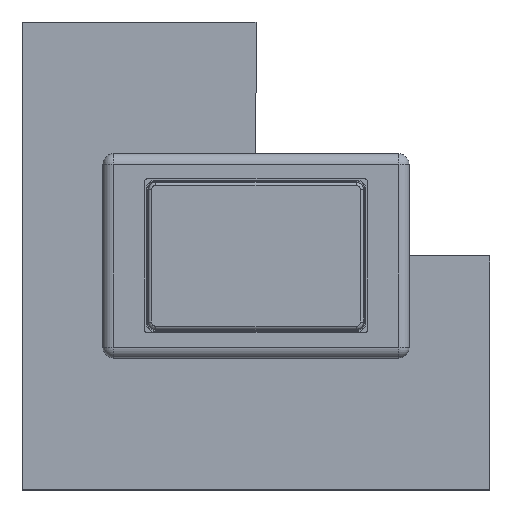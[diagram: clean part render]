
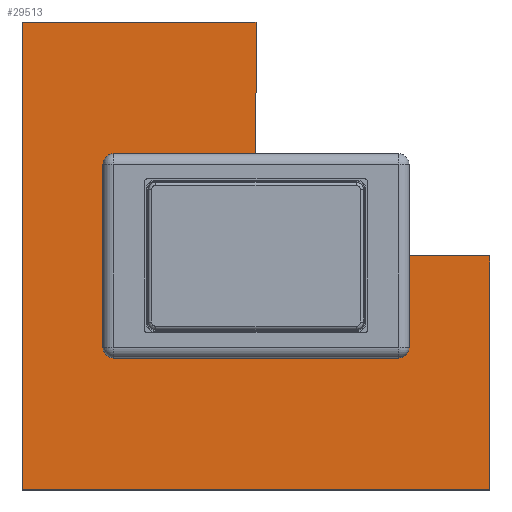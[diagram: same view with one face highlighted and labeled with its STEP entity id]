
A CAD part, top view. The second image highlights one B-rep face of the part: STEP entity #29513.
In plain terms, the highlighted planar face has unit normal (0, 0, 1).
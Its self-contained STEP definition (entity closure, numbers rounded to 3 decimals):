
#518 = ORIENTED_EDGE ( 'NONE', *, *, #16971, .F. ) ;
#744 = VECTOR ( 'NONE', #6145, 1000. ) ;
#1400 = VERTEX_POINT ( 'NONE', #37597 ) ;
#2411 = DIRECTION ( 'NONE',  ( -1., 0., 0. ) ) ;
#4078 = CARTESIAN_POINT ( 'NONE',  ( 27.5, -27.5, 0. ) ) ;
#4338 = LINE ( 'NONE', #5663, #30517 ) ;
#4606 = LINE ( 'NONE', #38753, #21696 ) ;
#4764 = EDGE_CURVE ( 'NONE', #6264, #26633, #9539, .T. ) ;
#5663 = CARTESIAN_POINT ( 'NONE',  ( -14.875, -10.875, 0. ) ) ;
#6145 = DIRECTION ( 'NONE',  ( 0., -1., 0. ) ) ;
#6264 = VERTEX_POINT ( 'NONE', #29656 ) ;
#6503 = CARTESIAN_POINT ( 'NONE',  ( 14.875, -10.875, 0. ) ) ;
#7437 = CARTESIAN_POINT ( 'NONE',  ( 0., 10.875, 0. ) ) ;
#8526 = VERTEX_POINT ( 'NONE', #40610 ) ;
#8580 = CARTESIAN_POINT ( 'NONE',  ( 0., 27.5, 0. ) ) ;
#9105 = DIRECTION ( 'NONE',  ( 1., 0., 0. ) ) ;
#9222 = VECTOR ( 'NONE', #39591, 1000. ) ;
#9539 = LINE ( 'NONE', #6503, #34676 ) ;
#9617 = VERTEX_POINT ( 'NONE', #7437 ) ;
#10437 = CARTESIAN_POINT ( 'NONE',  ( -27.5, -27.5, 0. ) ) ;
#11151 = EDGE_CURVE ( 'NONE', #38901, #8526, #27429, .T. ) ;
#11854 = CARTESIAN_POINT ( 'NONE',  ( 14.875, 0., 0. ) ) ;
#12256 = CARTESIAN_POINT ( 'NONE',  ( -14.875, 10.875, 0. ) ) ;
#12679 = EDGE_CURVE ( 'NONE', #21112, #33022, #26280, .T. ) ;
#13368 = VECTOR ( 'NONE', #28937, 1000. ) ;
#13873 = DIRECTION ( 'NONE',  ( 0., -1., 0. ) ) ;
#14890 = VECTOR ( 'NONE', #25476, 1000. ) ;
#15318 = DIRECTION ( 'NONE',  ( 1., 0., 0. ) ) ;
#16597 = AXIS2_PLACEMENT_3D ( 'NONE', #10437, #34362, #13873 ) ;
#16628 = ORIENTED_EDGE ( 'NONE', *, *, #38205, .T. ) ;
#16696 = CARTESIAN_POINT ( 'NONE',  ( 0., 27.5, 0. ) ) ;
#16699 = EDGE_CURVE ( 'NONE', #33435, #1400, #42199, .T. ) ;
#16971 = EDGE_CURVE ( 'NONE', #26633, #1400, #23668, .T. ) ;
#17299 = CARTESIAN_POINT ( 'NONE',  ( -14.875, 10.875, 0. ) ) ;
#17870 = CARTESIAN_POINT ( 'NONE',  ( -27.5, -27.5, 0. ) ) ;
#18415 = VERTEX_POINT ( 'NONE', #17870 ) ;
#18527 = LINE ( 'NONE', #43398, #26540 ) ;
#18875 = CARTESIAN_POINT ( 'NONE',  ( -27.5, 27.5, 0. ) ) ;
#19394 = EDGE_CURVE ( 'NONE', #8526, #6264, #4338, .T. ) ;
#20661 = ORIENTED_EDGE ( 'NONE', *, *, #11151, .F. ) ;
#21112 = VERTEX_POINT ( 'NONE', #16696 ) ;
#21587 = DIRECTION ( 'NONE',  ( -1., 0., 0. ) ) ;
#21696 = VECTOR ( 'NONE', #25173, 1000. ) ;
#22033 = CARTESIAN_POINT ( 'NONE',  ( 27.5, -27.5, 0. ) ) ;
#22579 = VECTOR ( 'NONE', #15318, 1000. ) ;
#22712 = EDGE_LOOP ( 'NONE', ( #41077, #30565, #16628, #37730, #31876, #518, #33779, #29865, #20661, #30107 ) ) ;
#23668 = LINE ( 'NONE', #32361, #22579 ) ;
#25173 = DIRECTION ( 'NONE',  ( 1., 0., 0. ) ) ;
#25476 = DIRECTION ( 'NONE',  ( 0., 1., 0. ) ) ;
#26280 = LINE ( 'NONE', #28463, #34325 ) ;
#26540 = VECTOR ( 'NONE', #2411, 1000. ) ;
#26633 = VERTEX_POINT ( 'NONE', #11854 ) ;
#26647 = CARTESIAN_POINT ( 'NONE',  ( -27.5, 27.5, 0. ) ) ;
#27429 = LINE ( 'NONE', #12256, #9222 ) ;
#27607 = FACE_OUTER_BOUND ( 'NONE', #22712, .T. ) ;
#28463 = CARTESIAN_POINT ( 'NONE',  ( 27.5, 27.5, 0. ) ) ;
#28937 = DIRECTION ( 'NONE',  ( 0., -1., 0. ) ) ;
#29513 = ADVANCED_FACE ( 'NONE', ( #27607 ), #34211, .T. ) ;
#29656 = CARTESIAN_POINT ( 'NONE',  ( 14.875, -10.875, 0. ) ) ;
#29865 = ORIENTED_EDGE ( 'NONE', *, *, #19394, .F. ) ;
#30107 = ORIENTED_EDGE ( 'NONE', *, *, #42738, .F. ) ;
#30428 = DIRECTION ( 'NONE',  ( 0., 1., 0. ) ) ;
#30517 = VECTOR ( 'NONE', #9105, 1000. ) ;
#30565 = ORIENTED_EDGE ( 'NONE', *, *, #12679, .T. ) ;
#31876 = ORIENTED_EDGE ( 'NONE', *, *, #16699, .T. ) ;
#32361 = CARTESIAN_POINT ( 'NONE',  ( 0., 0., 0. ) ) ;
#32778 = LINE ( 'NONE', #26647, #744 ) ;
#33022 = VERTEX_POINT ( 'NONE', #18875 ) ;
#33435 = VERTEX_POINT ( 'NONE', #4078 ) ;
#33779 = ORIENTED_EDGE ( 'NONE', *, *, #4764, .F. ) ;
#34211 = PLANE ( 'NONE',  #16597 ) ;
#34325 = VECTOR ( 'NONE', #21587, 1000. ) ;
#34362 = DIRECTION ( 'NONE',  ( 0., 0., 1. ) ) ;
#34671 = EDGE_CURVE ( 'NONE', #18415, #33435, #4606, .T. ) ;
#34676 = VECTOR ( 'NONE', #30428, 1000. ) ;
#36733 = EDGE_CURVE ( 'NONE', #21112, #9617, #40645, .T. ) ;
#37597 = CARTESIAN_POINT ( 'NONE',  ( 27.5, 0., 0. ) ) ;
#37730 = ORIENTED_EDGE ( 'NONE', *, *, #34671, .T. ) ;
#38205 = EDGE_CURVE ( 'NONE', #33022, #18415, #32778, .T. ) ;
#38753 = CARTESIAN_POINT ( 'NONE',  ( -27.5, -27.5, 0. ) ) ;
#38901 = VERTEX_POINT ( 'NONE', #17299 ) ;
#39591 = DIRECTION ( 'NONE',  ( 0., -1., 0. ) ) ;
#40610 = CARTESIAN_POINT ( 'NONE',  ( -14.875, -10.875, 0. ) ) ;
#40645 = LINE ( 'NONE', #8580, #13368 ) ;
#41077 = ORIENTED_EDGE ( 'NONE', *, *, #36733, .F. ) ;
#42199 = LINE ( 'NONE', #22033, #14890 ) ;
#42738 = EDGE_CURVE ( 'NONE', #9617, #38901, #18527, .T. ) ;
#43398 = CARTESIAN_POINT ( 'NONE',  ( 14.875, 10.875, 0. ) ) ;
